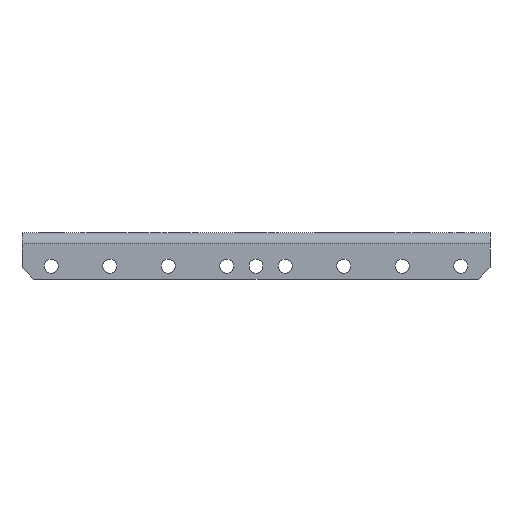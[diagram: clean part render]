
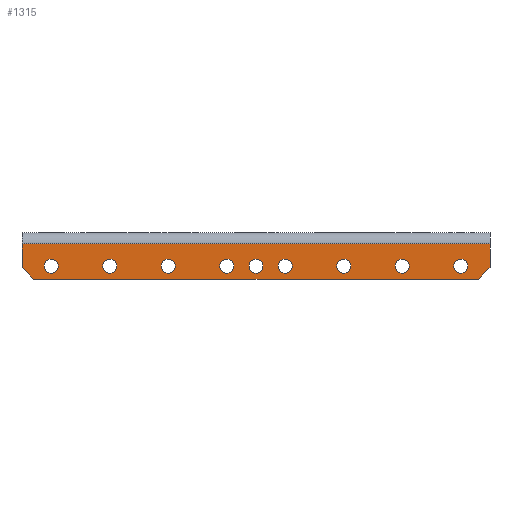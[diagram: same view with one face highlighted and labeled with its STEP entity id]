
A CAD part, front view. The second image highlights one B-rep face of the part: STEP entity #1315.
In plain terms, the highlighted planar face has unit normal (0, -1, 0).
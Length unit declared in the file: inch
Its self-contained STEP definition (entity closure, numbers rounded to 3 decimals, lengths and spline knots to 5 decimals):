
#35 = DIRECTION ( 'NONE',  ( 0., 1., 0. ) ) ;
#60 = CARTESIAN_POINT ( 'NONE',  ( 3.46457, 0., -0.35984 ) ) ;
#74 = CARTESIAN_POINT ( 'NONE',  ( 0.31496, 0., -0.35984 ) ) ;
#129 = AXIS2_PLACEMENT_3D ( 'NONE', #952, #1610, #140 ) ;
#140 = DIRECTION ( 'NONE',  ( 0., 0., 1. ) ) ;
#142 = AXIS2_PLACEMENT_3D ( 'NONE', #1875, #399, #1053 ) ;
#144 = FACE_BOUND ( 'NONE', #886, .T. ) ;
#169 = EDGE_CURVE ( 'NONE', #1191, #1191, #1439, .T. ) ;
#183 = CARTESIAN_POINT ( 'NONE',  ( 0., 0., -0.375 ) ) ;
#187 = CARTESIAN_POINT ( 'NONE',  ( 4.72441, 0., -0.35984 ) ) ;
#205 = ORIENTED_EDGE ( 'NONE', *, *, #380, .T. ) ;
#237 = AXIS2_PLACEMENT_3D ( 'NONE', #537, #1192, #1851 ) ;
#276 = VERTEX_POINT ( 'NONE', #935 ) ;
#289 = CARTESIAN_POINT ( 'NONE',  ( 4.72441, 0., -0.28484 ) ) ;
#300 = FACE_BOUND ( 'NONE', #1805, .T. ) ;
#307 = EDGE_CURVE ( 'NONE', #544, #522, #593, .T. ) ;
#312 = EDGE_LOOP ( 'NONE', ( #205 ) ) ;
#324 = ORIENTED_EDGE ( 'NONE', *, *, #1201, .T. ) ;
#337 = EDGE_LOOP ( 'NONE', ( #1605, #832, #1036, #1432, #805, #1660 ) ) ;
#344 = LINE ( 'NONE', #998, #1838 ) ;
#360 = CIRCLE ( 'NONE', #642, 0.075 ) ;
#372 = LINE ( 'NONE', #1022, #496 ) ;
#380 = EDGE_CURVE ( 'NONE', #1037, #1037, #1438, .T. ) ;
#399 = DIRECTION ( 'NONE',  ( 0., 1., 0. ) ) ;
#411 = CARTESIAN_POINT ( 'NONE',  ( 5.03937, 0., -0.119 ) ) ;
#414 = EDGE_CURVE ( 'NONE', #727, #522, #552, .T. ) ;
#422 = VERTEX_POINT ( 'NONE', #1078 ) ;
#430 = CARTESIAN_POINT ( 'NONE',  ( 2.83465, 0., -0.28484 ) ) ;
#443 = AXIS2_PLACEMENT_3D ( 'NONE', #1944, #465, #1125 ) ;
#447 = VERTEX_POINT ( 'NONE', #1102 ) ;
#460 = LINE ( 'NONE', #1117, #1602 ) ;
#465 = DIRECTION ( 'NONE',  ( 0., 1., 0. ) ) ;
#472 = DIRECTION ( 'NONE',  ( -1., 0., 0. ) ) ;
#473 = AXIS2_PLACEMENT_3D ( 'NONE', #2041, #566, #1228 ) ;
#496 = VECTOR ( 'NONE', #1681, 39.37008 ) ;
#504 = CARTESIAN_POINT ( 'NONE',  ( 1.5748, 0., -0.35984 ) ) ;
#522 = VERTEX_POINT ( 'NONE', #1093 ) ;
#537 = CARTESIAN_POINT ( 'NONE',  ( 2.51969, 0., -0.35984 ) ) ;
#544 = VERTEX_POINT ( 'NONE', #1591 ) ;
#552 = LINE ( 'NONE', #1209, #2022 ) ;
#566 = DIRECTION ( 'NONE',  ( 0., 1., 0. ) ) ;
#584 = CARTESIAN_POINT ( 'NONE',  ( 4.09449, 0., -0.28484 ) ) ;
#587 = CARTESIAN_POINT ( 'NONE',  ( 2.51969, 0., -0.28484 ) ) ;
#593 = LINE ( 'NONE', #1250, #1402 ) ;
#633 = FACE_OUTER_BOUND ( 'NONE', #337, .T. ) ;
#642 = AXIS2_PLACEMENT_3D ( 'NONE', #504, #1161, #1819 ) ;
#675 = CIRCLE ( 'NONE', #955, 0.075 ) ;
#694 = DIRECTION ( 'NONE',  ( 0., 0., 1. ) ) ;
#706 = ORIENTED_EDGE ( 'NONE', *, *, #1803, .T. ) ;
#715 = DIRECTION ( 'NONE',  ( 0., 1., 0. ) ) ;
#727 = VERTEX_POINT ( 'NONE', #411 ) ;
#728 = DIRECTION ( 'NONE',  ( 0., 1., 0. ) ) ;
#796 = FACE_BOUND ( 'NONE', #869, .T. ) ;
#805 = ORIENTED_EDGE ( 'NONE', *, *, #414, .F. ) ;
#825 = AXIS2_PLACEMENT_3D ( 'NONE', #60, #715, #1371 ) ;
#832 = ORIENTED_EDGE ( 'NONE', *, *, #1798, .T. ) ;
#839 = EDGE_CURVE ( 'NONE', #2059, #2059, #1042, .T. ) ;
#843 = DIRECTION ( 'NONE',  ( 0., 1., 0. ) ) ;
#869 = EDGE_LOOP ( 'NONE', ( #1793 ) ) ;
#886 = EDGE_LOOP ( 'NONE', ( #706 ) ) ;
#899 = EDGE_CURVE ( 'NONE', #1317, #1021, #460, .T. ) ;
#921 = CIRCLE ( 'NONE', #2115, 0.075 ) ;
#935 = CARTESIAN_POINT ( 'NONE',  ( 0.31496, 0., -0.43484 ) ) ;
#952 = CARTESIAN_POINT ( 'NONE',  ( 4.09449, 0., -0.35984 ) ) ;
#955 = AXIS2_PLACEMENT_3D ( 'NONE', #74, #728, #1384 ) ;
#956 = FACE_BOUND ( 'NONE', #2067, .T. ) ;
#965 = ORIENTED_EDGE ( 'NONE', *, *, #1405, .T. ) ;
#998 = CARTESIAN_POINT ( 'NONE',  ( 0., 0., -0.375 ) ) ;
#1021 = VERTEX_POINT ( 'NONE', #183 ) ;
#1022 = CARTESIAN_POINT ( 'NONE',  ( 5.03937, 0., -0.119 ) ) ;
#1036 = ORIENTED_EDGE ( 'NONE', *, *, #2108, .F. ) ;
#1037 = VERTEX_POINT ( 'NONE', #1695 ) ;
#1042 = CIRCLE ( 'NONE', #129, 0.075 ) ;
#1043 = EDGE_LOOP ( 'NONE', ( #324 ) ) ;
#1053 = DIRECTION ( 'NONE',  ( 0., 0., -1. ) ) ;
#1056 = CIRCLE ( 'NONE', #142, 0.075 ) ;
#1057 = ORIENTED_EDGE ( 'NONE', *, *, #1112, .T. ) ;
#1078 = CARTESIAN_POINT ( 'NONE',  ( 2.20472, 0., -0.43484 ) ) ;
#1093 = CARTESIAN_POINT ( 'NONE',  ( 5.03937, 0., -0.375 ) ) ;
#1102 = CARTESIAN_POINT ( 'NONE',  ( 1.5748, 0., -0.43484 ) ) ;
#1112 = EDGE_CURVE ( 'NONE', #1912, #1912, #2088, .T. ) ;
#1113 = FACE_BOUND ( 'NONE', #1347, .T. ) ;
#1116 = VERTEX_POINT ( 'NONE', #1348 ) ;
#1117 = CARTESIAN_POINT ( 'NONE',  ( 0., 0., 0. ) ) ;
#1125 = DIRECTION ( 'NONE',  ( 0., 0., 1. ) ) ;
#1133 = EDGE_CURVE ( 'NONE', #727, #1317, #372, .T. ) ;
#1152 = AXIS2_PLACEMENT_3D ( 'NONE', #1509, #35, #694 ) ;
#1161 = DIRECTION ( 'NONE',  ( 0., 1., 0. ) ) ;
#1191 = VERTEX_POINT ( 'NONE', #1850 ) ;
#1192 = DIRECTION ( 'NONE',  ( 0., 1., 0. ) ) ;
#1201 = EDGE_CURVE ( 'NONE', #276, #276, #675, .T. ) ;
#1209 = CARTESIAN_POINT ( 'NONE',  ( 5.03937, 0., 0. ) ) ;
#1228 = DIRECTION ( 'NONE',  ( 0., 0., -1. ) ) ;
#1250 = CARTESIAN_POINT ( 'NONE',  ( 4.91437, 0., -0.5 ) ) ;
#1291 = PLANE ( 'NONE',  #443 ) ;
#1298 = LINE ( 'NONE', #1951, #2084 ) ;
#1315 = ADVANCED_FACE ( 'NONE', ( #1113, #1773, #300, #956, #1615, #144, #796, #1450, #2102, #633 ), #1291, .F. ) ;
#1317 = VERTEX_POINT ( 'NONE', #1783 ) ;
#1347 = EDGE_LOOP ( 'NONE', ( #965 ) ) ;
#1348 = CARTESIAN_POINT ( 'NONE',  ( 0.125, 0., -0.5 ) ) ;
#1371 = DIRECTION ( 'NONE',  ( 0., 0., 1. ) ) ;
#1384 = DIRECTION ( 'NONE',  ( 0., 0., -1. ) ) ;
#1396 = ORIENTED_EDGE ( 'NONE', *, *, #1786, .T. ) ;
#1402 = VECTOR ( 'NONE', #1910, 39.37008 ) ;
#1405 = EDGE_CURVE ( 'NONE', #2063, #2063, #2092, .T. ) ;
#1432 = ORIENTED_EDGE ( 'NONE', *, *, #307, .T. ) ;
#1438 = CIRCLE ( 'NONE', #825, 0.075 ) ;
#1439 = CIRCLE ( 'NONE', #473, 0.075 ) ;
#1450 = FACE_BOUND ( 'NONE', #312, .T. ) ;
#1472 = EDGE_CURVE ( 'NONE', #422, #422, #1056, .T. ) ;
#1493 = DIRECTION ( 'NONE',  ( 0., 0., 1. ) ) ;
#1509 = CARTESIAN_POINT ( 'NONE',  ( 2.83465, 0., -0.35984 ) ) ;
#1591 = CARTESIAN_POINT ( 'NONE',  ( 4.91437, 0., -0.5 ) ) ;
#1602 = VECTOR ( 'NONE', #1777, 39.37008 ) ;
#1605 = ORIENTED_EDGE ( 'NONE', *, *, #899, .T. ) ;
#1610 = DIRECTION ( 'NONE',  ( 0., 1., 0. ) ) ;
#1615 = FACE_BOUND ( 'NONE', #1043, .T. ) ;
#1656 = DIRECTION ( 'NONE',  ( 0.707, 0., -0.707 ) ) ;
#1660 = ORIENTED_EDGE ( 'NONE', *, *, #1133, .T. ) ;
#1680 = EDGE_LOOP ( 'NONE', ( #1057 ) ) ;
#1681 = DIRECTION ( 'NONE',  ( -1., 0., 0. ) ) ;
#1695 = CARTESIAN_POINT ( 'NONE',  ( 3.46457, 0., -0.28484 ) ) ;
#1716 = EDGE_LOOP ( 'NONE', ( #1824 ) ) ;
#1764 = VERTEX_POINT ( 'NONE', #289 ) ;
#1773 = FACE_BOUND ( 'NONE', #1716, .T. ) ;
#1777 = DIRECTION ( 'NONE',  ( 0., 0., -1. ) ) ;
#1783 = CARTESIAN_POINT ( 'NONE',  ( 0., 0., -0.119 ) ) ;
#1786 = EDGE_CURVE ( 'NONE', #447, #447, #360, .T. ) ;
#1793 = ORIENTED_EDGE ( 'NONE', *, *, #839, .T. ) ;
#1798 = EDGE_CURVE ( 'NONE', #1021, #1116, #344, .T. ) ;
#1803 = EDGE_CURVE ( 'NONE', #1764, #1764, #921, .T. ) ;
#1805 = EDGE_LOOP ( 'NONE', ( #1396 ) ) ;
#1819 = DIRECTION ( 'NONE',  ( 0., 0., -1. ) ) ;
#1820 = ORIENTED_EDGE ( 'NONE', *, *, #169, .T. ) ;
#1824 = ORIENTED_EDGE ( 'NONE', *, *, #1472, .T. ) ;
#1838 = VECTOR ( 'NONE', #1656, 39.37008 ) ;
#1850 = CARTESIAN_POINT ( 'NONE',  ( 0.94488, 0., -0.43484 ) ) ;
#1851 = DIRECTION ( 'NONE',  ( 0., 0., 1. ) ) ;
#1866 = DIRECTION ( 'NONE',  ( 0., 0., -1. ) ) ;
#1875 = CARTESIAN_POINT ( 'NONE',  ( 2.20472, 0., -0.35984 ) ) ;
#1910 = DIRECTION ( 'NONE',  ( 0.707, 0., 0.707 ) ) ;
#1912 = VERTEX_POINT ( 'NONE', #430 ) ;
#1944 = CARTESIAN_POINT ( 'NONE',  ( 5.03937, 0., 0. ) ) ;
#1951 = CARTESIAN_POINT ( 'NONE',  ( 5.03937, 0., -0.5 ) ) ;
#2022 = VECTOR ( 'NONE', #1866, 39.37008 ) ;
#2041 = CARTESIAN_POINT ( 'NONE',  ( 0.94488, 0., -0.35984 ) ) ;
#2059 = VERTEX_POINT ( 'NONE', #584 ) ;
#2063 = VERTEX_POINT ( 'NONE', #587 ) ;
#2067 = EDGE_LOOP ( 'NONE', ( #1820 ) ) ;
#2084 = VECTOR ( 'NONE', #472, 39.37008 ) ;
#2088 = CIRCLE ( 'NONE', #1152, 0.075 ) ;
#2092 = CIRCLE ( 'NONE', #237, 0.075 ) ;
#2102 = FACE_BOUND ( 'NONE', #1680, .T. ) ;
#2108 = EDGE_CURVE ( 'NONE', #544, #1116, #1298, .T. ) ;
#2115 = AXIS2_PLACEMENT_3D ( 'NONE', #187, #843, #1493 ) ;
